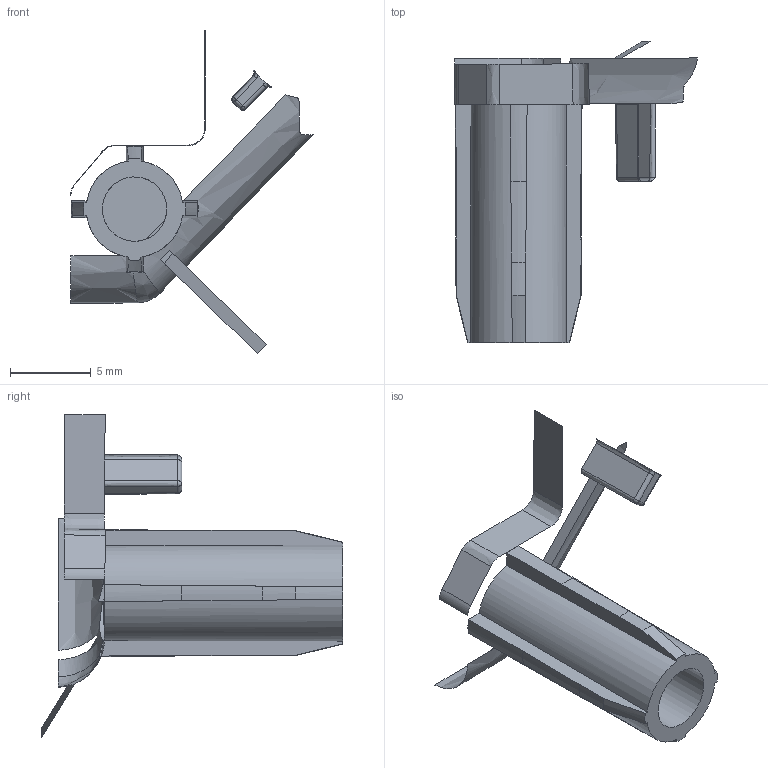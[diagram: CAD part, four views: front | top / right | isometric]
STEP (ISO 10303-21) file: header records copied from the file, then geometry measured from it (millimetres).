
FILE_DESCRIPTION(('Open CASCADE Model'),'2;1');
FILE_NAME('Open CASCADE Shape Model','2025-10-21T21:37:35',('Author'),( 'Open CASCADE'),'Open CASCADE STEP processor 7.7','Open CASCADE 7.7' ,'Unknown');
FILE_SCHEMA(('AUTOMOTIVE_DESIGN { 1 0 10303 214 1 1 1 1 }'));
Length unit declared in the file: millimetre
Products named in the file (59): Open CASCADE STEP translator 7.7 41; Open CASCADE STEP translator 7.7 41.1; Open CASCADE STEP translator 7.7 41.2; Open CASCADE STEP translator 7.7 41.3; Open CASCADE STEP translator 7.7 41.4; Open CASCADE STEP translator 7.7 41.5; Open CASCADE STEP translator 7.7 41.6; Open CASCADE STEP translator 7.7 41.7; Open CASCADE STEP translator 7.7 41.8; Open CASCADE STEP translator 7.7 41.9; Open CASCADE STEP translator 7.7 41.10; Open CASCADE STEP translator 7.7 41.11; Open CASCADE STEP translator 7.7 41.12; Open CASCADE STEP translator 7.7 41.13; Open CASCADE STEP translator 7.7 41.14; Open CASCADE STEP translator 7.7 41.15; Open CASCADE STEP translator 7.7 41.16; Open CASCADE STEP translator 7.7 41.17; Open CASCADE STEP translator 7.7 41.18; Open CASCADE STEP translator 7.7 41.19; Open CASCADE STEP translator 7.7 41.20; Open CASCADE STEP translator 7.7 41.21; Open CASCADE STEP translator 7.7 41.22; Open CASCADE STEP translator 7.7 41.23; Open CASCADE STEP translator 7.7 41.24; Open CASCADE STEP translator 7.7 41.25; Open CASCADE STEP translator 7.7 41.26; Open CASCADE STEP translator 7.7 41.27; Open CASCADE STEP translator 7.7 41.28; Open CASCADE STEP translator 7.7 41.29; Open CASCADE STEP translator 7.7 41.30; Open CASCADE STEP translator 7.7 41.31; Open CASCADE STEP translator 7.7 41.32; Open CASCADE STEP translator 7.7 41.33; Open CASCADE STEP translator 7.7 41.34; Open CASCADE STEP translator 7.7 41.35; Open CASCADE STEP translator 7.7 41.36; Open CASCADE STEP translator 7.7 41.37; Open CASCADE STEP translator 7.7 41.38; Open CASCADE STEP translator 7.7 41.39 ...
Assembly tree (58 placements, depth 2):
  Open CASCADE STEP translator 7.7 41
    Open CASCADE STEP translator 7.7 41.1
    Open CASCADE STEP translator 7.7 41.2
    Open CASCADE STEP translator 7.7 41.3
    Open CASCADE STEP translator 7.7 41.4
    Open CASCADE STEP translator 7.7 41.5
    Open CASCADE STEP translator 7.7 41.6
    Open CASCADE STEP translator 7.7 41.7
    Open CASCADE STEP translator 7.7 41.8
    Open CASCADE STEP translator 7.7 41.9
    Open CASCADE STEP translator 7.7 41.10
    Open CASCADE STEP translator 7.7 41.11
    Open CASCADE STEP translator 7.7 41.12
    Open CASCADE STEP translator 7.7 41.13
    Open CASCADE STEP translator 7.7 41.14
    Open CASCADE STEP translator 7.7 41.15
    Open CASCADE STEP translator 7.7 41.16
    Open CASCADE STEP translator 7.7 41.17
    Open CASCADE STEP translator 7.7 41.18
    Open CASCADE STEP translator 7.7 41.19
    Open CASCADE STEP translator 7.7 41.20
    Open CASCADE STEP translator 7.7 41.21
    Open CASCADE STEP translator 7.7 41.22
    Open CASCADE STEP translator 7.7 41.23
    Open CASCADE STEP translator 7.7 41.24
    Open CASCADE STEP translator 7.7 41.25
    Open CASCADE STEP translator 7.7 41.26
    Open CASCADE STEP translator 7.7 41.27
    Open CASCADE STEP translator 7.7 41.28
    Open CASCADE STEP translator 7.7 41.29
    Open CASCADE STEP translator 7.7 41.30
    Open CASCADE STEP translator 7.7 41.31
    Open CASCADE STEP translator 7.7 41.32
    Open CASCADE STEP translator 7.7 41.33
    Open CASCADE STEP translator 7.7 41.34
    Open CASCADE STEP translator 7.7 41.35
    Open CASCADE STEP translator 7.7 41.36
    Open CASCADE STEP translator 7.7 41.37
    Open CASCADE STEP translator 7.7 41.38
    Open CASCADE STEP translator 7.7 41.39
    Open CASCADE STEP translator 7.7 41.40
    Open CASCADE STEP translator 7.7 41.41
    Open CASCADE STEP translator 7.7 41.42
    Open CASCADE STEP translator 7.7 41.43
    Open CASCADE STEP translator 7.7 41.44
    Open CASCADE STEP translator 7.7 41.45
    Open CASCADE STEP translator 7.7 41.46
    Open CASCADE STEP translator 7.7 41.47
    Open CASCADE STEP translator 7.7 41.48
    Open CASCADE STEP translator 7.7 41.49
    Open CASCADE STEP translator 7.7 41.50
    Open CASCADE STEP translator 7.7 41.51
    Open CASCADE STEP translator 7.7 41.52
    Open CASCADE STEP translator 7.7 41.53
    Open CASCADE STEP translator 7.7 41.54
    Open CASCADE STEP translator 7.7 41.55
    Open CASCADE STEP translator 7.7 41.56
    Open CASCADE STEP translator 7.7 41.57
    Open CASCADE STEP translator 7.7 41.58
Bounding box: 15.08 x 18.72 x 20.05 mm (x, y, z)
Surface area: 748.4 mm2 (no closed solid volume)
Topology: 0 solids, 58 shells, 58 faces, 291 edges, 288 vertices
Faces by surface type: bspline 33, cylinder 11, plane 6, cone 5, sphere 2, torus 1
Full cylindrical faces by diameter (mm): 4 x1
Entity records: 7712 total; most frequent: CARTESIAN_POINT 3753, B_SPLINE_CURVE_WITH_KNOTS 474, DIRECTION 308, ORIENTED_EDGE 290, PCURVE 290, DEFINITIONAL_REPRESENTATION 290, EDGE_CURVE 289, VERTEX_POINT 288
